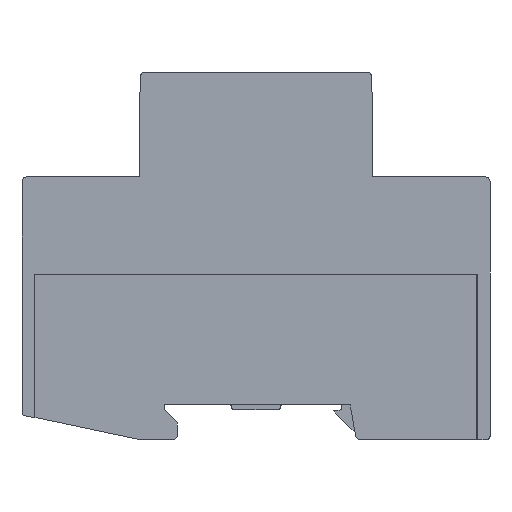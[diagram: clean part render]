
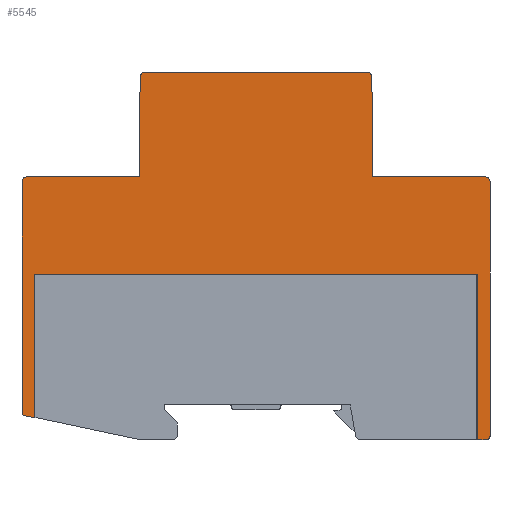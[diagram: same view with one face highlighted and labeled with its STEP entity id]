
A CAD part, left-side view. The second image highlights one B-rep face of the part: STEP entity #5545.
In plain terms, the highlighted planar face has unit normal (-1, 0, 0).
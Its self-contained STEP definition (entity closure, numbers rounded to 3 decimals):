
#5545=ADVANCED_FACE('',(#14851),#14852,.F.);
#8459=VERTEX_POINT('',#17970);
#8463=VERTEX_POINT('',#17974);
#8465=EDGE_CURVE('',#8459,#8463,#17976,.T.);
#10609=VERTEX_POINT('',#20120);
#10613=VERTEX_POINT('',#20124);
#10615=EDGE_CURVE('',#10609,#10613,#20126,.T.);
#10901=VERTEX_POINT('',#20412);
#10905=VERTEX_POINT('',#20416);
#10907=EDGE_CURVE('',#10901,#10905,#20418,.T.);
#11071=VERTEX_POINT('',#20582);
#11075=VERTEX_POINT('',#20586);
#11077=EDGE_CURVE('',#11071,#11075,#20588,.T.);
#11175=VERTEX_POINT('',#20686);
#11179=VERTEX_POINT('',#20690);
#11181=EDGE_CURVE('',#11175,#11179,#20692,.T.);
#11431=VERTEX_POINT('',#20942);
#11435=VERTEX_POINT('',#20946);
#11437=EDGE_CURVE('',#11431,#11435,#20948,.T.);
#11503=EDGE_CURVE('',#11179,#11431,#21014,.T.);
#11505=VERTEX_POINT('',#21016);
#11507=EDGE_CURVE('',#10609,#11505,#21018,.T.);
#11509=VERTEX_POINT('',#21020);
#11511=EDGE_CURVE('',#11509,#11505,#21022,.T.);
#11513=EDGE_CURVE('',#11075,#11509,#21024,.T.);
#11515=EDGE_CURVE('',#10905,#11071,#21026,.T.);
#11517=VERTEX_POINT('',#21028);
#11519=EDGE_CURVE('',#11517,#10901,#21030,.T.);
#11521=EDGE_CURVE('',#8463,#11517,#21032,.T.);
#11523=VERTEX_POINT('',#21034);
#11525=EDGE_CURVE('',#11523,#8459,#21036,.T.);
#11527=EDGE_CURVE('',#11435,#11523,#21038,.T.);
#11529=VERTEX_POINT('',#21040);
#11531=EDGE_CURVE('',#11529,#11175,#21042,.T.);
#11533=VERTEX_POINT('',#21044);
#11535=EDGE_CURVE('',#11533,#11529,#21046,.T.);
#11537=EDGE_CURVE('',#11533,#10613,#21048,.T.);
#14851=FACE_OUTER_BOUND('',#24380,.T.);
#14852=PLANE('',#24381);
#17970=CARTESIAN_POINT('',(0.0,66.283,70.7));
#17974=CARTESIAN_POINT('',(0.0,23.717,70.7));
#17976=LINE('',#28990,#28991);
#20120=CARTESIAN_POINT('',(0.0,2.4,31.8));
#20124=CARTESIAN_POINT('',(0.0,87.6,31.8));
#20126=LINE('',#32460,#32461);
#20412=CARTESIAN_POINT('',(0.0,22.55,50.6));
#20416=CARTESIAN_POINT('',(0.0,1.0,50.6));
#20418=LINE('',#32914,#32915);
#20582=CARTESIAN_POINT('',(0.0,0.0,49.6));
#20586=CARTESIAN_POINT('',(0.0,0.0,0.7));
#20588=LINE('',#33179,#33180);
#20686=CARTESIAN_POINT('',(0.0,90.0,5.287));
#20690=CARTESIAN_POINT('',(0.0,90.0,49.6));
#20692=LINE('',#33345,#33346);
#20942=CARTESIAN_POINT('',(0.0,89.0,50.6));
#20946=CARTESIAN_POINT('',(0.0,67.45,50.6));
#20948=LINE('',#33770,#33771);
#21014=CIRCLE('',#33880,1.0);
#21016=CARTESIAN_POINT('',(0.0,2.4,0.0));
#21018=LINE('',#33885,#33886);
#21020=CARTESIAN_POINT('',(0.0,0.7,0.0));
#21022=LINE('',#33891,#33892);
#21024=CIRCLE('',#33895,0.7);
#21026=CIRCLE('',#33898,1.0);
#21028=CARTESIAN_POINT('',(0.0,22.717,69.709));
#21030=LINE('',#33903,#33904);
#21032=CIRCLE('',#33907,1.0);
#21034=CARTESIAN_POINT('',(0.0,67.283,69.709));
#21036=CIRCLE('',#33912,1.0);
#21038=LINE('',#33915,#33916);
#21040=CARTESIAN_POINT('',(0.0,89.422,4.598));
#21042=CIRCLE('',#33921,0.7);
#21044=CARTESIAN_POINT('',(0.0,87.6,4.277));
#21046=LINE('',#33926,#33927);
#21048=LINE('',#33930,#33931);
#24380=EDGE_LOOP('',(#41818,#41819,#41820,#41821,#41822,#41823,#41824,#41825,#41826,#41827,#41828,#41829,#41830,#41831,#41832,#41833,#41834,#41835));
#24381=AXIS2_PLACEMENT_3D('',#41836,#41837,#41838);
#28990=CARTESIAN_POINT('',(0.0,66.283,70.7));
#28991=VECTOR('',#44433,42.567);
#32460=CARTESIAN_POINT('',(0.0,2.4,31.8));
#32461=VECTOR('',#45343,85.2);
#32914=CARTESIAN_POINT('',(0.0,22.55,50.6));
#32915=VECTOR('',#45434,21.55);
#33179=CARTESIAN_POINT('',(0.0,0.0,49.6));
#33180=VECTOR('',#45500,48.9);
#33345=CARTESIAN_POINT('',(0.0,90.0,5.287));
#33346=VECTOR('',#45531,44.313);
#33770=CARTESIAN_POINT('',(0.0,89.0,50.6));
#33771=VECTOR('',#45607,21.55);
#33880=AXIS2_PLACEMENT_3D('',#45650,#45651,#45652);
#33885=CARTESIAN_POINT('',(0.0,2.4,31.8));
#33886=VECTOR('',#45653,31.8);
#33891=CARTESIAN_POINT('',(0.0,0.7,0.0));
#33892=VECTOR('',#45654,1.7);
#33895=AXIS2_PLACEMENT_3D('',#45655,#45656,#45657);
#33898=AXIS2_PLACEMENT_3D('',#45658,#45659,#45660);
#33903=CARTESIAN_POINT('',(0.0,22.717,69.709));
#33904=VECTOR('',#45661,19.109);
#33907=AXIS2_PLACEMENT_3D('',#45662,#45663,#45664);
#33912=AXIS2_PLACEMENT_3D('',#45665,#45666,#45667);
#33915=CARTESIAN_POINT('',(0.0,67.45,50.6));
#33916=VECTOR('',#45668,19.109);
#33921=AXIS2_PLACEMENT_3D('',#45669,#45670,#45671);
#33926=CARTESIAN_POINT('',(0.0,87.6,4.277));
#33927=VECTOR('',#45672,1.85);
#33930=CARTESIAN_POINT('',(0.0,87.6,4.277));
#33931=VECTOR('',#45673,27.523);
#41818=ORIENTED_EDGE('',*,*,#11507,.T.);
#41819=ORIENTED_EDGE('',*,*,#11511,.F.);
#41820=ORIENTED_EDGE('',*,*,#11513,.F.);
#41821=ORIENTED_EDGE('',*,*,#11077,.F.);
#41822=ORIENTED_EDGE('',*,*,#11515,.F.);
#41823=ORIENTED_EDGE('',*,*,#10907,.F.);
#41824=ORIENTED_EDGE('',*,*,#11519,.F.);
#41825=ORIENTED_EDGE('',*,*,#11521,.F.);
#41826=ORIENTED_EDGE('',*,*,#8465,.F.);
#41827=ORIENTED_EDGE('',*,*,#11525,.F.);
#41828=ORIENTED_EDGE('',*,*,#11527,.F.);
#41829=ORIENTED_EDGE('',*,*,#11437,.F.);
#41830=ORIENTED_EDGE('',*,*,#11503,.F.);
#41831=ORIENTED_EDGE('',*,*,#11181,.F.);
#41832=ORIENTED_EDGE('',*,*,#11531,.F.);
#41833=ORIENTED_EDGE('',*,*,#11535,.F.);
#41834=ORIENTED_EDGE('',*,*,#11537,.T.);
#41835=ORIENTED_EDGE('',*,*,#10615,.F.);
#41836=CARTESIAN_POINT('',(0.0,45.0,70.7));
#41837=DIRECTION('',(1.0,0.0,0.0));
#41838=DIRECTION('',(0.0,0.0,-1.0));
#44433=DIRECTION('',(0.0,-1.0,0.0));
#45343=DIRECTION('',(0.0,1.0,0.0));
#45434=DIRECTION('',(0.0,-1.0,0.0));
#45500=DIRECTION('',(0.0,0.0,-1.0));
#45531=DIRECTION('',(0.0,0.0,1.0));
#45607=DIRECTION('',(0.0,-1.0,0.0));
#45650=CARTESIAN_POINT('',(0.0,89.0,49.6));
#45651=DIRECTION('',(1.0,0.0,0.0));
#45652=DIRECTION('',(0.0,1.0,0.0));
#45653=DIRECTION('',(0.0,0.0,-1.0));
#45654=DIRECTION('',(0.0,1.0,0.0));
#45655=CARTESIAN_POINT('',(0.0,0.7,0.7));
#45656=DIRECTION('',(1.0,0.0,0.0));
#45657=DIRECTION('',(0.0,-1.0,0.));
#45658=CARTESIAN_POINT('',(0.0,1.0,49.6));
#45659=DIRECTION('',(1.0,0.0,-0.0));
#45660=DIRECTION('',(0.0,0.,1.0));
#45661=DIRECTION('',(0.0,-0.009,-1.));
#45662=CARTESIAN_POINT('',(0.0,23.717,69.7));
#45663=DIRECTION('',(1.0,0.0,-0.0));
#45664=DIRECTION('',(0.0,0.0,1.0));
#45665=CARTESIAN_POINT('',(0.0,66.283,69.7));
#45666=DIRECTION('',(1.0,0.0,-0.0));
#45667=DIRECTION('',(0.0,1.,0.009));
#45668=DIRECTION('',(0.0,-0.009,1.));
#45669=CARTESIAN_POINT('',(0.0,89.3,5.287));
#45670=DIRECTION('',(1.0,0.0,0.0));
#45671=DIRECTION('',(0.0,0.174,-0.985));
#45672=DIRECTION('',(0.0,0.985,0.174));
#45673=DIRECTION('',(0.0,0.0,1.0));
